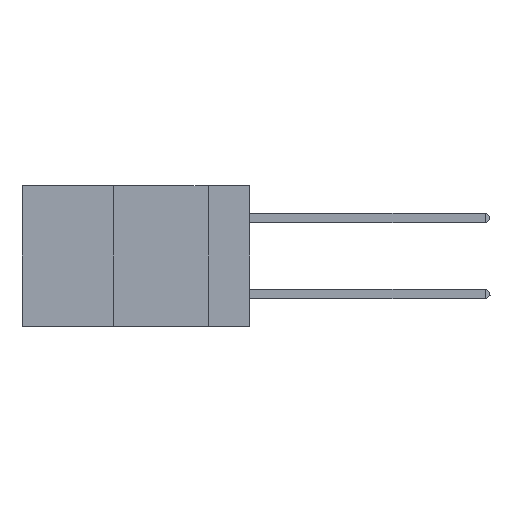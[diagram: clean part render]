
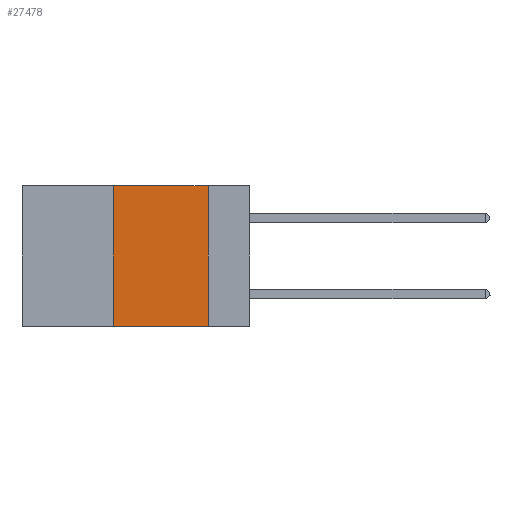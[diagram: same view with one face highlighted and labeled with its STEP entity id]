
A CAD part, left-side view. The second image highlights one B-rep face of the part: STEP entity #27478.
In plain terms, the highlighted planar face has unit normal (-1, 0, 0).
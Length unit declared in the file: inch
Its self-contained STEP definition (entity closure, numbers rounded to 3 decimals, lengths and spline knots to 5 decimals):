
#744 = VECTOR ( 'NONE', #21619, 39.37008 ) ;
#825 = CARTESIAN_POINT ( 'NONE',  ( 0., 0.6, 0. ) ) ;
#1415 = VERTEX_POINT ( 'NONE', #24734 ) ;
#1477 = ORIENTED_EDGE ( 'NONE', *, *, #30437, .F. ) ;
#3894 = VERTEX_POINT ( 'NONE', #40285 ) ;
#7215 = LINE ( 'NONE', #18135, #32963 ) ;
#7454 = DIRECTION ( 'NONE',  ( 0., -1., 0. ) ) ;
#7599 = CARTESIAN_POINT ( 'NONE',  ( 0., 0.36, 0. ) ) ;
#9307 = CARTESIAN_POINT ( 'NONE',  ( 0., 0.36, 0. ) ) ;
#12924 = EDGE_LOOP ( 'NONE', ( #42572, #39457, #1477, #33651 ) ) ;
#13209 = VERTEX_POINT ( 'NONE', #15272 ) ;
#15272 = CARTESIAN_POINT ( 'NONE',  ( 0., 0.11, 0. ) ) ;
#18016 = AXIS2_PLACEMENT_3D ( 'NONE', #37806, #31184, #18084 ) ;
#18084 = DIRECTION ( 'NONE',  ( 0., 0., -1. ) ) ;
#18135 = CARTESIAN_POINT ( 'NONE',  ( 0., 0.11, 0. ) ) ;
#19476 = LINE ( 'NONE', #7599, #22100 ) ;
#21619 = DIRECTION ( 'NONE',  ( 0., -1., 0. ) ) ;
#22100 = VECTOR ( 'NONE', #34793, 39.37008 ) ;
#23523 = LINE ( 'NONE', #825, #37766 ) ;
#24734 = CARTESIAN_POINT ( 'NONE',  ( 0., 0.36, -0.37 ) ) ;
#27478 = ADVANCED_FACE ( 'NONE', ( #36942 ), #31471, .F. ) ;
#28223 = CARTESIAN_POINT ( 'NONE',  ( 0., 0.6, -0.37 ) ) ;
#30437 = EDGE_CURVE ( 'NONE', #1415, #33732, #19476, .T. ) ;
#31184 = DIRECTION ( 'NONE',  ( 1., 0., 0. ) ) ;
#31471 = PLANE ( 'NONE',  #18016 ) ;
#31600 = EDGE_CURVE ( 'NONE', #33732, #13209, #23523, .T. ) ;
#32963 = VECTOR ( 'NONE', #42082, 39.37008 ) ;
#33335 = LINE ( 'NONE', #28223, #744 ) ;
#33651 = ORIENTED_EDGE ( 'NONE', *, *, #41492, .T. ) ;
#33732 = VERTEX_POINT ( 'NONE', #9307 ) ;
#34793 = DIRECTION ( 'NONE',  ( 0., 0., 1. ) ) ;
#36084 = EDGE_CURVE ( 'NONE', #13209, #3894, #7215, .T. ) ;
#36942 = FACE_OUTER_BOUND ( 'NONE', #12924, .T. ) ;
#37766 = VECTOR ( 'NONE', #7454, 39.37008 ) ;
#37806 = CARTESIAN_POINT ( 'NONE',  ( 0., 0.6, 0. ) ) ;
#39457 = ORIENTED_EDGE ( 'NONE', *, *, #31600, .F. ) ;
#40285 = CARTESIAN_POINT ( 'NONE',  ( 0., 0.11, -0.37 ) ) ;
#41492 = EDGE_CURVE ( 'NONE', #1415, #3894, #33335, .T. ) ;
#42082 = DIRECTION ( 'NONE',  ( 0., 0., -1. ) ) ;
#42572 = ORIENTED_EDGE ( 'NONE', *, *, #36084, .F. ) ;
